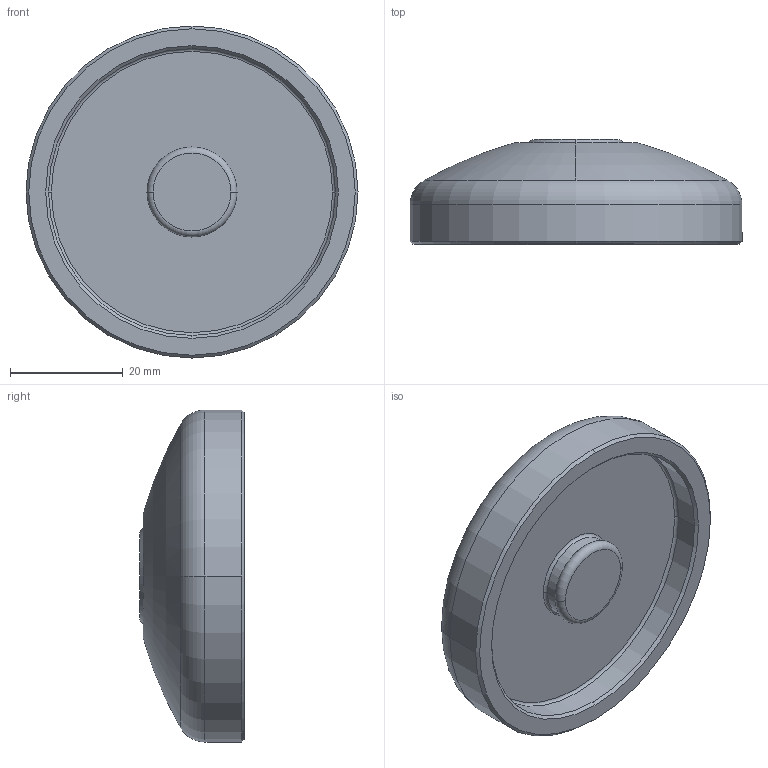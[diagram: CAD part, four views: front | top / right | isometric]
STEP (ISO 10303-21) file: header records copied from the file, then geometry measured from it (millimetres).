
FILE_DESCRIPTION (( 'STEP AP203' ), '1' );
FILE_NAME ('403538673_c_1.STEP', '2023-02-26T21:39:36', ( '' ), ( '' ), 'SwSTEP 2.0', 'SolidWorks 2014', '' );
FILE_SCHEMA (( 'CONFIG_CONTROL_DESIGN' ));
Length unit declared in the file: millimetre
Products named in the file (1): 403538673_c_1
Bounding box: 59 x 18.61 x 59 mm (x, y, z)
Volume: 28328 mm3; surface area: 9692.4 mm2
Topology: 2 solids, 2 shells, 54 faces, 120 edges, 75 vertices
Faces by surface type: cylinder 18, torus 16, cone 10, plane 8, sphere 2
Entity records: 1615 total; most frequent: DIRECTION 322, CARTESIAN_POINT 250, ORIENTED_EDGE 240, AXIS2_PLACEMENT_3D 147, EDGE_CURVE 120, CIRCLE 92, VERTEX_POINT 75, EDGE_LOOP 61
